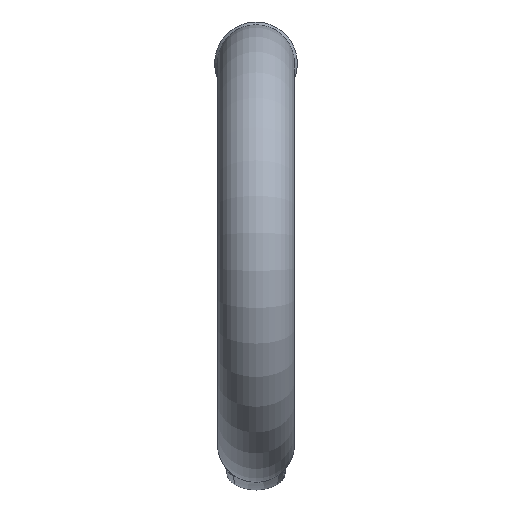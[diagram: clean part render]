
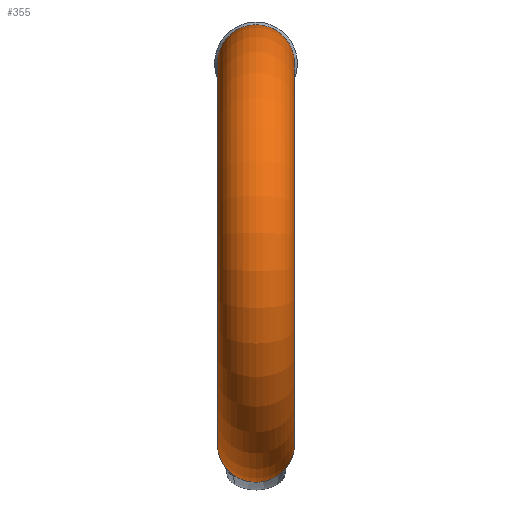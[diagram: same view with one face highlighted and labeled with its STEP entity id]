
A CAD part, top view. The second image highlights one B-rep face of the part: STEP entity #355.
In plain terms, the highlighted toroidal (fillet/blend) face has major radius 94 mm and minor radius 19 mm.
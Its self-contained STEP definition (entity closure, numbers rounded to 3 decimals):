
#88=TOROIDAL_SURFACE('',#3448,94.,19.);
#320=CIRCLE('',#3433,19.);
#322=CIRCLE('',#3441,19.);
#355=ADVANCED_FACE('',(#672,#673),#88,.T.);
#672=FACE_BOUND('',#718,.T.);
#673=FACE_BOUND('',#719,.T.);
#718=EDGE_LOOP('',(#1371));
#719=EDGE_LOOP('',(#1372));
#1371=ORIENTED_EDGE('',*,*,#2640,.T.);
#1372=ORIENTED_EDGE('',*,*,#2634,.F.);
#2313=VERTEX_POINT('',#6054);
#2315=VERTEX_POINT('',#6064);
#2634=EDGE_CURVE('',#2313,#2313,#320,.T.);
#2640=EDGE_CURVE('',#2315,#2315,#322,.T.);
#3433=AXIS2_PLACEMENT_3D('',#6053,#3672,#3673);
#3441=AXIS2_PLACEMENT_3D('',#6063,#3688,#3689);
#3448=AXIS2_PLACEMENT_3D('',#6074,#3702,#3703);
#3672=DIRECTION('',(0.,0.,-1.));
#3673=DIRECTION('',(0.,1.,0.));
#3688=DIRECTION('',(0.,0.,1.));
#3689=DIRECTION('',(0.,1.,0.));
#3702=DIRECTION('',(1.,0.,0.));
#3703=DIRECTION('',(0.,0.,-1.));
#6053=CARTESIAN_POINT('',(0.,-94.,62.5));
#6054=CARTESIAN_POINT('',(0.,-75.,62.5));
#6063=CARTESIAN_POINT('',(0.,94.,62.5));
#6064=CARTESIAN_POINT('',(0.,113.,62.5));
#6074=CARTESIAN_POINT('',(0.,0.,62.5));
